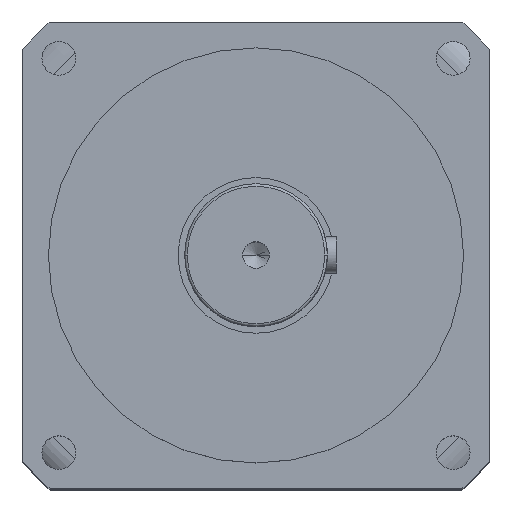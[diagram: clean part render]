
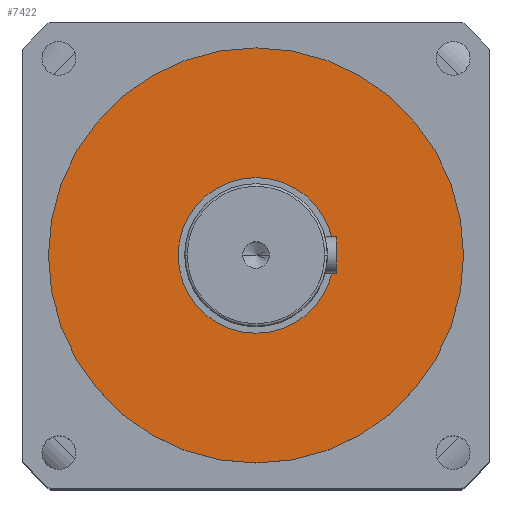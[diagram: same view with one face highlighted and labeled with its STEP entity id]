
A CAD part, top view. The second image highlights one B-rep face of the part: STEP entity #7422.
In plain terms, the highlighted planar face has unit normal (0, 0, 1).
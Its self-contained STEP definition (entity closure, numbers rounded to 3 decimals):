
#31 = VERTEX_POINT ( 'NONE', #3900 ) ;
#171 = EDGE_CURVE ( 'NONE', #6662, #1715, #8349, .T. ) ;
#285 = DIRECTION ( 'NONE',  ( -1., 0., 0. ) ) ;
#346 = DIRECTION ( 'NONE',  ( 0., 0., -1. ) ) ;
#506 = FACE_BOUND ( 'NONE', #8104, .T. ) ;
#639 = FACE_OUTER_BOUND ( 'NONE', #2692, .T. ) ;
#790 = ORIENTED_EDGE ( 'NONE', *, *, #8992, .F. ) ;
#1319 = DIRECTION ( 'NONE',  ( 1., 0., 0. ) ) ;
#1372 = DIRECTION ( 'NONE',  ( 0., 0., 1. ) ) ;
#1442 = CARTESIAN_POINT ( 'NONE',  ( 0., 0., -97. ) ) ;
#1700 = VERTEX_POINT ( 'NONE', #5111 ) ;
#1715 = VERTEX_POINT ( 'NONE', #3304 ) ;
#1721 = DIRECTION ( 'NONE',  ( 0., 0., 1. ) ) ;
#2476 = AXIS2_PLACEMENT_3D ( 'NONE', #6033, #1721, #6748 ) ;
#2692 = EDGE_LOOP ( 'NONE', ( #9153, #4087 ) ) ;
#3254 = ORIENTED_EDGE ( 'NONE', *, *, #6389, .F. ) ;
#3304 = CARTESIAN_POINT ( 'NONE',  ( -80., 0., -97. ) ) ;
#3422 = EDGE_CURVE ( 'NONE', #1715, #6662, #8863, .T. ) ;
#3866 = PLANE ( 'NONE',  #6446 ) ;
#3900 = CARTESIAN_POINT ( 'NONE',  ( -30., 0., -97. ) ) ;
#3910 = AXIS2_PLACEMENT_3D ( 'NONE', #1442, #1372, #1319 ) ;
#3914 = CARTESIAN_POINT ( 'NONE',  ( 0., 0., -97. ) ) ;
#4076 = CARTESIAN_POINT ( 'NONE',  ( 80., 0., -97. ) ) ;
#4087 = ORIENTED_EDGE ( 'NONE', *, *, #3422, .T. ) ;
#4225 = CIRCLE ( 'NONE', #2476, 30. ) ;
#4964 = CARTESIAN_POINT ( 'NONE',  ( 0., 0., -97. ) ) ;
#4973 = DIRECTION ( 'NONE',  ( 0., 0., 1. ) ) ;
#4993 = DIRECTION ( 'NONE',  ( 1., 0., 0. ) ) ;
#5003 = AXIS2_PLACEMENT_3D ( 'NONE', #3914, #7224, #8044 ) ;
#5111 = CARTESIAN_POINT ( 'NONE',  ( 30., 0., -97. ) ) ;
#5207 = CARTESIAN_POINT ( 'NONE',  ( 0., 0., -97. ) ) ;
#6033 = CARTESIAN_POINT ( 'NONE',  ( 0., 0., -97. ) ) ;
#6389 = EDGE_CURVE ( 'NONE', #31, #1700, #7674, .T. ) ;
#6446 = AXIS2_PLACEMENT_3D ( 'NONE', #5207, #346, #285 ) ;
#6662 = VERTEX_POINT ( 'NONE', #4076 ) ;
#6748 = DIRECTION ( 'NONE',  ( 1., 0., 0. ) ) ;
#7224 = DIRECTION ( 'NONE',  ( 0., 0., 1. ) ) ;
#7422 = ADVANCED_FACE ( 'NONE', ( #506, #639 ), #3866, .F. ) ;
#7674 = CIRCLE ( 'NONE', #5003, 30. ) ;
#8044 = DIRECTION ( 'NONE',  ( 1., 0., 0. ) ) ;
#8104 = EDGE_LOOP ( 'NONE', ( #790, #3254 ) ) ;
#8349 = CIRCLE ( 'NONE', #8460, 80. ) ;
#8460 = AXIS2_PLACEMENT_3D ( 'NONE', #4964, #4973, #4993 ) ;
#8863 = CIRCLE ( 'NONE', #3910, 80. ) ;
#8992 = EDGE_CURVE ( 'NONE', #1700, #31, #4225, .T. ) ;
#9153 = ORIENTED_EDGE ( 'NONE', *, *, #171, .T. ) ;
